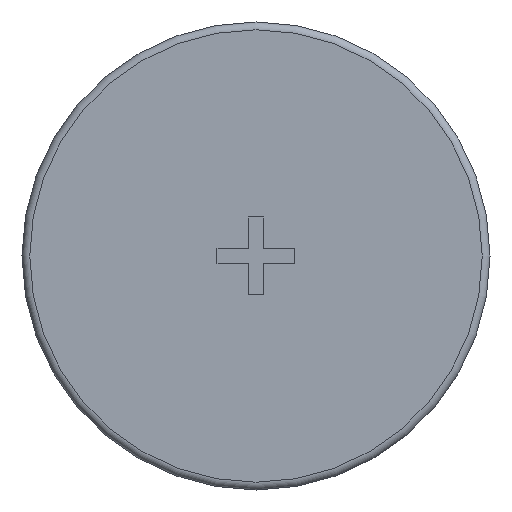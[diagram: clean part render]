
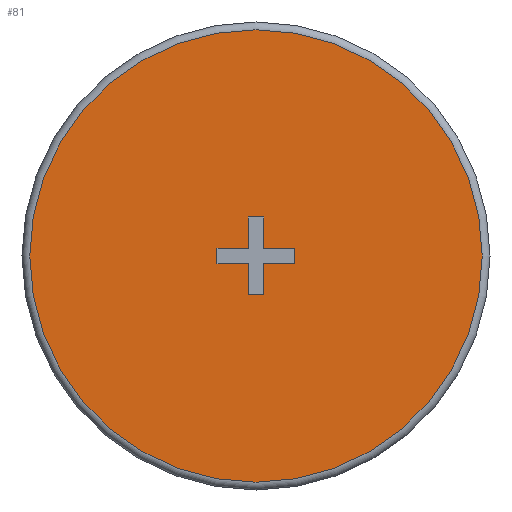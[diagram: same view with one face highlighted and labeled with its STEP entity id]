
A CAD part, front view. The second image highlights one B-rep face of the part: STEP entity #81.
In plain terms, the highlighted planar face has unit normal (0, -1, 0).
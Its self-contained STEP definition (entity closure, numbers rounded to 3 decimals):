
#81 = ADVANCED_FACE( '', ( #164, #165 ), #166, .F. );
#164 = FACE_BOUND( '', #241, .T. );
#165 = FACE_OUTER_BOUND( '', #242, .T. );
#166 = PLANE( '', #243 );
#241 = EDGE_LOOP( '', ( #381, #382, #383, #384, #385, #386, #387, #388, #389, #390, #391, #392 ) );
#242 = EDGE_LOOP( '', ( #393 ) );
#243 = AXIS2_PLACEMENT_3D( '', #394, #395, #396 );
#381 = ORIENTED_EDGE( '', *, *, #467, .T. );
#382 = ORIENTED_EDGE( '', *, *, #481, .F. );
#383 = ORIENTED_EDGE( '', *, *, #477, .T. );
#384 = ORIENTED_EDGE( '', *, *, #448, .T. );
#385 = ORIENTED_EDGE( '', *, *, #443, .T. );
#386 = ORIENTED_EDGE( '', *, *, #460, .T. );
#387 = ORIENTED_EDGE( '', *, *, #425, .T. );
#388 = ORIENTED_EDGE( '', *, *, #471, .T. );
#389 = ORIENTED_EDGE( '', *, *, #452, .T. );
#390 = ORIENTED_EDGE( '', *, *, #430, .T. );
#391 = ORIENTED_EDGE( '', *, *, #474, .T. );
#392 = ORIENTED_EDGE( '', *, *, #438, .T. );
#393 = ORIENTED_EDGE( '', *, *, #457, .T. );
#394 = CARTESIAN_POINT( '', ( 14.5, 0., 0. ) );
#395 = DIRECTION( '', ( 0., 1., 0. ) );
#396 = DIRECTION( '', ( 0., 0., 1. ) );
#425 = EDGE_CURVE( '', #491, #492, #493, .T. );
#430 = EDGE_CURVE( '', #500, #501, #502, .T. );
#438 = EDGE_CURVE( '', #514, #515, #516, .T. );
#443 = EDGE_CURVE( '', #523, #524, #525, .T. );
#448 = EDGE_CURVE( '', #532, #523, #533, .T. );
#452 = EDGE_CURVE( '', #538, #500, #539, .T. );
#457 = EDGE_CURVE( '', #546, #546, #547, .T. );
#460 = EDGE_CURVE( '', #524, #491, #550, .T. );
#467 = EDGE_CURVE( '', #515, #558, #559, .T. );
#471 = EDGE_CURVE( '', #492, #538, #564, .T. );
#474 = EDGE_CURVE( '', #501, #514, #567, .T. );
#477 = EDGE_CURVE( '', #570, #532, #571, .T. );
#481 = EDGE_CURVE( '', #570, #558, #576, .T. );
#491 = VERTEX_POINT( '', #586 );
#492 = VERTEX_POINT( '', #587 );
#493 = LINE( '', #588, #589 );
#500 = VERTEX_POINT( '', #599 );
#501 = VERTEX_POINT( '', #600 );
#502 = LINE( '', #601, #602 );
#514 = VERTEX_POINT( '', #617 );
#515 = VERTEX_POINT( '', #618 );
#516 = LINE( '', #619, #620 );
#523 = VERTEX_POINT( '', #630 );
#524 = VERTEX_POINT( '', #631 );
#525 = LINE( '', #632, #633 );
#532 = VERTEX_POINT( '', #643 );
#533 = LINE( '', #644, #645 );
#538 = VERTEX_POINT( '', #652 );
#539 = LINE( '', #653, #654 );
#546 = VERTEX_POINT( '', #663 );
#547 = CIRCLE( '', #664, 14.5 );
#550 = LINE( '', #667, #668 );
#558 = VERTEX_POINT( '', #677 );
#559 = LINE( '', #678, #679 );
#564 = LINE( '', #686, #687 );
#567 = LINE( '', #691, #692 );
#570 = VERTEX_POINT( '', #696 );
#571 = LINE( '', #697, #698 );
#576 = LINE( '', #705, #706 );
#586 = CARTESIAN_POINT( '', ( -0.5, 0., -0.5 ) );
#587 = CARTESIAN_POINT( '', ( -2.5, 0., -0.5 ) );
#588 = CARTESIAN_POINT( '', ( -0.5, 0., -0.5 ) );
#589 = VECTOR( '', #717, 1000. );
#599 = CARTESIAN_POINT( '', ( -0.5, 0., 0.5 ) );
#600 = CARTESIAN_POINT( '', ( -0.5, 0., 2.5 ) );
#601 = CARTESIAN_POINT( '', ( -0.5, 0., 0.5 ) );
#602 = VECTOR( '', #721, 1000. );
#617 = CARTESIAN_POINT( '', ( 0.5, 0., 2.5 ) );
#618 = CARTESIAN_POINT( '', ( 0.5, 0., 0.5 ) );
#619 = CARTESIAN_POINT( '', ( 0.5, 0., 2.5 ) );
#620 = VECTOR( '', #731, 1000. );
#630 = CARTESIAN_POINT( '', ( 0.5, 0., -2.5 ) );
#631 = CARTESIAN_POINT( '', ( -0.5, 0., -2.5 ) );
#632 = CARTESIAN_POINT( '', ( 0.5, 0., -2.5 ) );
#633 = VECTOR( '', #735, 1000. );
#643 = CARTESIAN_POINT( '', ( 0.5, 0., -0.5 ) );
#644 = CARTESIAN_POINT( '', ( 0.5, 0., -0.5 ) );
#645 = VECTOR( '', #739, 1000. );
#652 = CARTESIAN_POINT( '', ( -2.5, 0., 0.5 ) );
#653 = CARTESIAN_POINT( '', ( -2.5, 0., 0.5 ) );
#654 = VECTOR( '', #742, 1000. );
#663 = CARTESIAN_POINT( '', ( 0., 0., -14.5 ) );
#664 = AXIS2_PLACEMENT_3D( '', #748, #749, #750 );
#667 = CARTESIAN_POINT( '', ( -0.5, 0., -2.5 ) );
#668 = VECTOR( '', #751, 1000. );
#677 = CARTESIAN_POINT( '', ( 2.5, 0., 0.5 ) );
#678 = CARTESIAN_POINT( '', ( 0.5, 0., 0.5 ) );
#679 = VECTOR( '', #756, 1000. );
#686 = CARTESIAN_POINT( '', ( -2.5, 0., -0.5 ) );
#687 = VECTOR( '', #759, 1000. );
#691 = CARTESIAN_POINT( '', ( -0.5, 0., 2.5 ) );
#692 = VECTOR( '', #761, 1000. );
#696 = CARTESIAN_POINT( '', ( 2.5, 0., -0.5 ) );
#697 = CARTESIAN_POINT( '', ( 2.5, 0., -0.5 ) );
#698 = VECTOR( '', #763, 1000. );
#705 = CARTESIAN_POINT( '', ( 2.5, 0., 0. ) );
#706 = VECTOR( '', #766, 1000. );
#717 = DIRECTION( '', ( -1., 0., 0. ) );
#721 = DIRECTION( '', ( 0., 0., 1. ) );
#731 = DIRECTION( '', ( 0., 0., -1. ) );
#735 = DIRECTION( '', ( -1., 0., 0. ) );
#739 = DIRECTION( '', ( 0., 0., -1. ) );
#742 = DIRECTION( '', ( 1., 0., 0. ) );
#748 = CARTESIAN_POINT( '', ( 0., 0., 0. ) );
#749 = DIRECTION( '', ( 0., -1., 0. ) );
#750 = DIRECTION( '', ( 0., 0., -1. ) );
#751 = DIRECTION( '', ( 0., 0., 1. ) );
#756 = DIRECTION( '', ( 1., 0., 0. ) );
#759 = DIRECTION( '', ( 0., 0., 1. ) );
#761 = DIRECTION( '', ( 1., 0., 0. ) );
#763 = DIRECTION( '', ( -1., 0., 0. ) );
#766 = DIRECTION( '', ( 0., 0., 1. ) );
